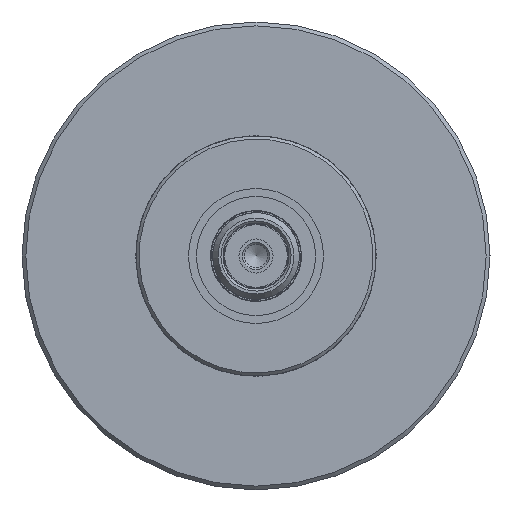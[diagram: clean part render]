
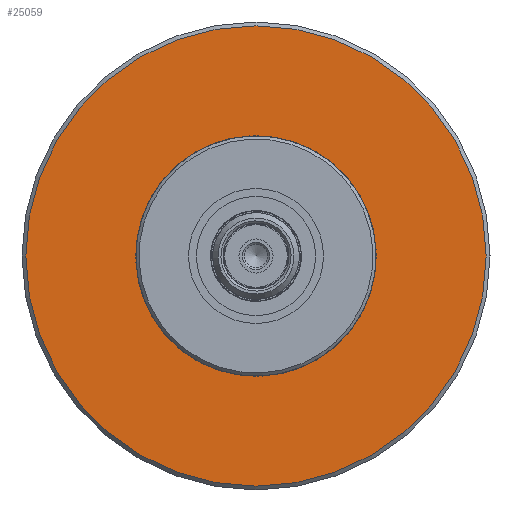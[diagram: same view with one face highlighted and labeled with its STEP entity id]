
A CAD part, front view. The second image highlights one B-rep face of the part: STEP entity #25059.
In plain terms, the highlighted planar face has unit normal (0, -1, 0).
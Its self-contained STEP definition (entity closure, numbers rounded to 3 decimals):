
#5551=PLANE('',#26996);
#6447=ORIENTED_EDGE('',*,*,#14371,.T.);
#6448=ORIENTED_EDGE('',*,*,#14372,.T.);
#14371=EDGE_CURVE('',#18252,#18252,#20129,.T.);
#14372=EDGE_CURVE('',#18253,#18253,#20130,.F.);
#18252=VERTEX_POINT('',#145657);
#18253=VERTEX_POINT('',#145659);
#20129=CIRCLE('',#26997,5.65);
#20130=CIRCLE('',#26998,10.82);
#20621=EDGE_LOOP('',(#6447));
#20622=EDGE_LOOP('',(#6448));
#22614=FACE_BOUND('',#20621,.T.);
#22615=FACE_BOUND('',#20622,.T.);
#25059=ADVANCED_FACE('',(#22614,#22615),#5551,.F.);
#26996=AXIS2_PLACEMENT_3D('',#145655,#28280,#28281);
#26997=AXIS2_PLACEMENT_3D('',#145656,#28282,#28283);
#26998=AXIS2_PLACEMENT_3D('',#145658,#28284,#28285);
#28280=DIRECTION('',(0.,1.,0.));
#28281=DIRECTION('',(0.,0.,1.));
#28282=DIRECTION('',(0.,1.,0.));
#28283=DIRECTION('',(1.,0.,0.));
#28284=DIRECTION('',(0.,1.,0.));
#28285=DIRECTION('',(0.,0.,1.));
#145655=CARTESIAN_POINT('',(0.,11.,0.));
#145656=CARTESIAN_POINT('',(0.,11.,0.));
#145657=CARTESIAN_POINT('',(5.65,11.,0.));
#145658=CARTESIAN_POINT('',(0.,11.,0.));
#145659=CARTESIAN_POINT('',(0.,11.,10.82));
